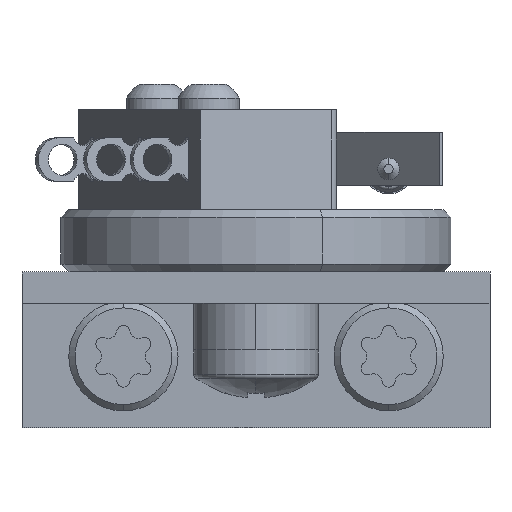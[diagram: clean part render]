
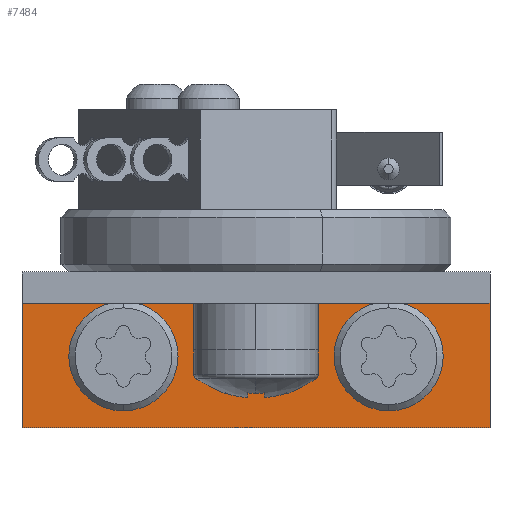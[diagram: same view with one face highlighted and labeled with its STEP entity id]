
A CAD part, front view. The second image highlights one B-rep face of the part: STEP entity #7484.
In plain terms, the highlighted face is planar.
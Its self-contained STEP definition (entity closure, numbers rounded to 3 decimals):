
#623 = VERTEX_POINT ( 'NONE', #2417 ) ;
#682 = EDGE_CURVE ( 'NONE', #6358, #1039, #6380, .T. ) ;
#836 = DIRECTION ( 'NONE',  ( -1., 0., 0. ) ) ;
#972 = PLANE ( 'NONE',  #4097 ) ;
#1039 = VERTEX_POINT ( 'NONE', #9618 ) ;
#1045 = AXIS2_PLACEMENT_3D ( 'NONE', #5526, #12197, #11286 ) ;
#1217 = CARTESIAN_POINT ( 'NONE',  ( 15., 2., 0. ) ) ;
#1512 = VECTOR ( 'NONE', #12068, 1000. ) ;
#1649 = FACE_OUTER_BOUND ( 'NONE', #7983, .T. ) ;
#1935 = ORIENTED_EDGE ( 'NONE', *, *, #8422, .F. ) ;
#2065 = CARTESIAN_POINT ( 'NONE',  ( 8.5, 2., 5.4 ) ) ;
#2288 = DIRECTION ( 'NONE',  ( 0., 0., 1. ) ) ;
#2293 = EDGE_CURVE ( 'NONE', #3730, #7400, #7148, .T. ) ;
#2391 = DIRECTION ( 'NONE',  ( 0., 0., 1. ) ) ;
#2417 = CARTESIAN_POINT ( 'NONE',  ( -15., 2., 2. ) ) ;
#2431 = EDGE_CURVE ( 'NONE', #3943, #3730, #10677, .T. ) ;
#2967 = ORIENTED_EDGE ( 'NONE', *, *, #2431, .F. ) ;
#3182 = ORIENTED_EDGE ( 'NONE', *, *, #682, .F. ) ;
#3327 = AXIS2_PLACEMENT_3D ( 'NONE', #2065, #7026, #2391 ) ;
#3356 = EDGE_CURVE ( 'NONE', #3943, #623, #3716, .T. ) ;
#3430 = CARTESIAN_POINT ( 'NONE',  ( 15., 2., 2. ) ) ;
#3516 = DIRECTION ( 'NONE',  ( 0., 0., 1. ) ) ;
#3716 = LINE ( 'NONE', #10932, #10939 ) ;
#3730 = VERTEX_POINT ( 'NONE', #11532 ) ;
#3943 = VERTEX_POINT ( 'NONE', #3430 ) ;
#4097 = AXIS2_PLACEMENT_3D ( 'NONE', #11193, #12187, #4692 ) ;
#4640 = CARTESIAN_POINT ( 'NONE',  ( 15., 2., 10. ) ) ;
#4686 = CIRCLE ( 'NONE', #3327, 2.25 ) ;
#4692 = DIRECTION ( 'NONE',  ( 0., 0., -1. ) ) ;
#5039 = ORIENTED_EDGE ( 'NONE', *, *, #3356, .T. ) ;
#5315 = CARTESIAN_POINT ( 'NONE',  ( 8.5, 2., 5.4 ) ) ;
#5330 = ORIENTED_EDGE ( 'NONE', *, *, #2293, .F. ) ;
#5454 = ORIENTED_EDGE ( 'NONE', *, *, #9133, .F. ) ;
#5526 = CARTESIAN_POINT ( 'NONE',  ( -8.5, 2., 5.4 ) ) ;
#5619 = EDGE_LOOP ( 'NONE', ( #1935, #5454 ) ) ;
#5676 = VECTOR ( 'NONE', #2288, 1000. ) ;
#5725 = VECTOR ( 'NONE', #836, 1000. ) ;
#5847 = CARTESIAN_POINT ( 'NONE',  ( -8.5, 2., 7.65 ) ) ;
#6058 = VERTEX_POINT ( 'NONE', #8264 ) ;
#6257 = EDGE_CURVE ( 'NONE', #1039, #6358, #10122, .T. ) ;
#6358 = VERTEX_POINT ( 'NONE', #5847 ) ;
#6380 = CIRCLE ( 'NONE', #1045, 2.25 ) ;
#6738 = CIRCLE ( 'NONE', #8500, 2.25 ) ;
#6749 = VERTEX_POINT ( 'NONE', #9593 ) ;
#7026 = DIRECTION ( 'NONE',  ( 0., 1., 0. ) ) ;
#7148 = LINE ( 'NONE', #4640, #5725 ) ;
#7205 = DIRECTION ( 'NONE',  ( -1., 0., 0. ) ) ;
#7374 = FACE_BOUND ( 'NONE', #11750, .T. ) ;
#7382 = EDGE_CURVE ( 'NONE', #623, #7400, #9030, .T. ) ;
#7400 = VERTEX_POINT ( 'NONE', #8277 ) ;
#7484 = ADVANCED_FACE ( 'NONE', ( #7374, #9313, #1649 ), #972, .F. ) ;
#7803 = ORIENTED_EDGE ( 'NONE', *, *, #6257, .F. ) ;
#7873 = AXIS2_PLACEMENT_3D ( 'NONE', #8558, #8645, #9568 ) ;
#7983 = EDGE_LOOP ( 'NONE', ( #10621, #5330, #2967, #5039 ) ) ;
#8264 = CARTESIAN_POINT ( 'NONE',  ( 8.5, 2., 3.15 ) ) ;
#8277 = CARTESIAN_POINT ( 'NONE',  ( -15., 2., 10. ) ) ;
#8422 = EDGE_CURVE ( 'NONE', #6749, #6058, #4686, .T. ) ;
#8500 = AXIS2_PLACEMENT_3D ( 'NONE', #5315, #11971, #3516 ) ;
#8558 = CARTESIAN_POINT ( 'NONE',  ( -8.5, 2., 5.4 ) ) ;
#8645 = DIRECTION ( 'NONE',  ( 0., 1., 0. ) ) ;
#9030 = LINE ( 'NONE', #10046, #1512 ) ;
#9133 = EDGE_CURVE ( 'NONE', #6058, #6749, #6738, .T. ) ;
#9313 = FACE_BOUND ( 'NONE', #5619, .T. ) ;
#9568 = DIRECTION ( 'NONE',  ( 0., 0., 1. ) ) ;
#9593 = CARTESIAN_POINT ( 'NONE',  ( 8.5, 2., 7.65 ) ) ;
#9618 = CARTESIAN_POINT ( 'NONE',  ( -8.5, 2., 3.15 ) ) ;
#10046 = CARTESIAN_POINT ( 'NONE',  ( -15., 2., 0. ) ) ;
#10122 = CIRCLE ( 'NONE', #7873, 2.25 ) ;
#10621 = ORIENTED_EDGE ( 'NONE', *, *, #7382, .T. ) ;
#10677 = LINE ( 'NONE', #1217, #5676 ) ;
#10932 = CARTESIAN_POINT ( 'NONE',  ( 15., 2., 2. ) ) ;
#10939 = VECTOR ( 'NONE', #7205, 1000. ) ;
#11193 = CARTESIAN_POINT ( 'NONE',  ( 15., 2., 0. ) ) ;
#11286 = DIRECTION ( 'NONE',  ( 0., 0., 1. ) ) ;
#11532 = CARTESIAN_POINT ( 'NONE',  ( 15., 2., 10. ) ) ;
#11750 = EDGE_LOOP ( 'NONE', ( #3182, #7803 ) ) ;
#11971 = DIRECTION ( 'NONE',  ( 0., 1., 0. ) ) ;
#12068 = DIRECTION ( 'NONE',  ( 0., 0., 1. ) ) ;
#12187 = DIRECTION ( 'NONE',  ( 0., -1., 0. ) ) ;
#12197 = DIRECTION ( 'NONE',  ( 0., 1., 0. ) ) ;
